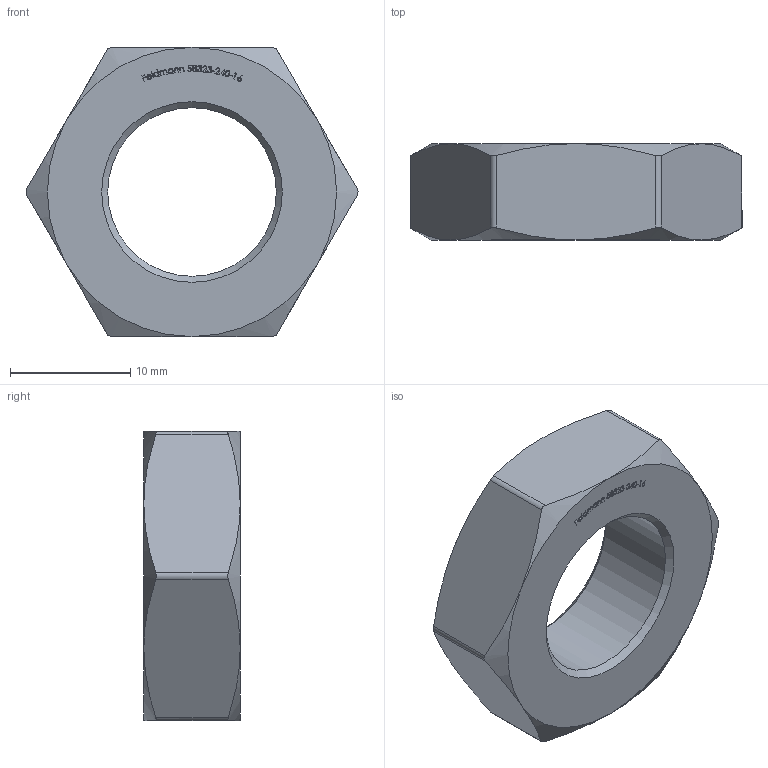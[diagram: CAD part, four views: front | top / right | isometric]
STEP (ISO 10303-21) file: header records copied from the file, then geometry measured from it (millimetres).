
FILE_DESCRIPTION (( 'STEP AP203' ), '1' );
FILE_NAME ('58323-240-16.step', '2019-12-19T14:15:40', ( '' ), ( '' ), 'SwSTEP 2.0', 'SolidWorks 2015', '' );
FILE_SCHEMA (( 'CONFIG_CONTROL_DESIGN' ));
Length unit declared in the file: millimetre
Products named in the file (2): 58323-240-16
Bounding box: 27.56 x 8 x 24 mm (x, y, z)
Volume: 2717.3 mm3; surface area: 1637.3 mm2
Topology: 1 solids, 1 shells, 296 faces, 786 edges, 522 vertices
Faces by surface type: plane 144, bspline 131, cone 14, cylinder 7
Full cylindrical faces by diameter (mm): 14 x1
Entity records: 16811 total; most frequent: CARTESIAN_POINT 10275, ORIENTED_EDGE 1562, DIRECTION 833, EDGE_CURVE 781, VERTEX_POINT 518, VECTOR 467, LINE 467, EDGE_LOOP 329
